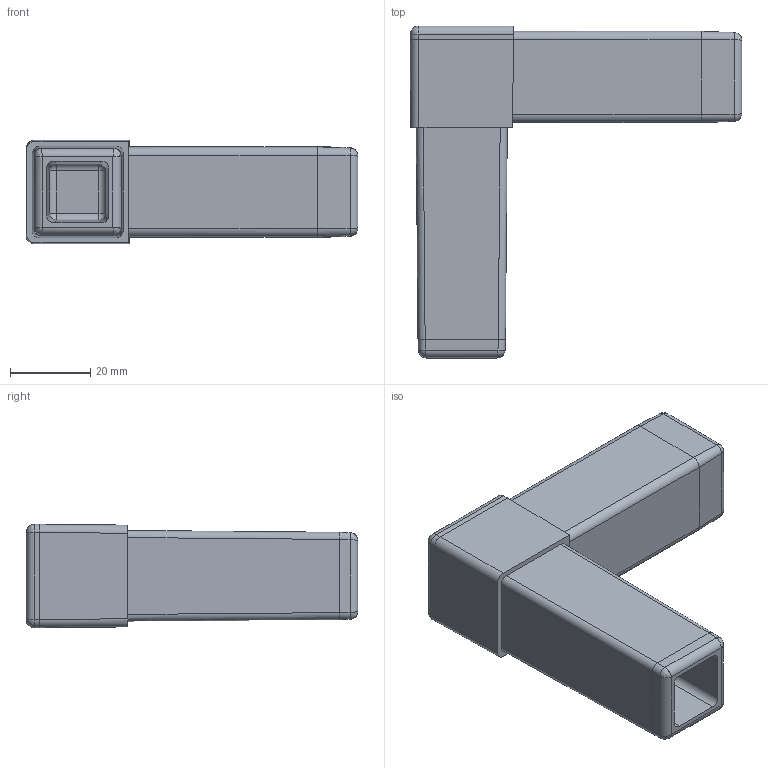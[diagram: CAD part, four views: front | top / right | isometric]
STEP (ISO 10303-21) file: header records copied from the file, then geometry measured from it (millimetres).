
FILE_DESCRIPTION(('STEP AP214'),'1');
FILE_NAME('100-301-C-EL.stp','2014-07-06T20:44:36',(' '),(' '),'Spatial InterOp 3D',' ',' ');
FILE_SCHEMA(('automotive_design'));
Length unit declared in the file: metre
Products named in the file (1): 1
Bounding box: 82.82 x 82.8 x 25.78 mm (x, y, z)
Volume: 42963.7 mm3; surface area: 21119.9 mm2
Topology: 1 solids, 1 shells, 103 faces, 246 edges, 134 vertices
Faces by surface type: cylinder 43, plane 38, bspline 12, sphere 10
Entity records: 5067 total; most frequent: CARTESIAN_POINT 2078, ORIENTED_EDGE 464, DIRECTION 416, EDGE_CURVE 232, AXIS2_PLACEMENT_3D 146, VERTEX_POINT 134, LINE 124, VECTOR 124
